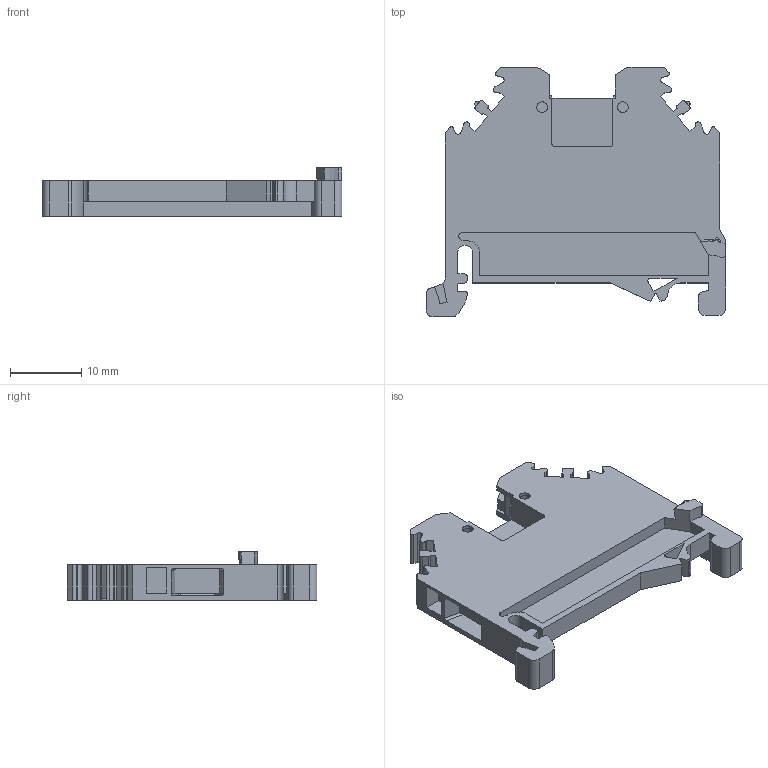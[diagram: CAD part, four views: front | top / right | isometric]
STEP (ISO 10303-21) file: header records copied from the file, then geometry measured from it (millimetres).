
FILE_DESCRIPTION(/* description */ (''),/* implementation_level */ '2;1');
FILE_NAME(/* name */ '225915.stp',/* time_stamp */ '2022-07-29T08:45:45+08:00',/* author */ (''),/* organization */ (''),/* preprocessor_version */ 'ST-DEVELOPER v16.7',/* originating_system */ 'SIEMENS PLM Software NX 12.0',/* authorisation */ '');
FILE_SCHEMA (('AP203_CONFIGURATION_CONTROLLED_3D_DESIGN_OF_MECHANICAL_PARTS_AND_ASSEMBLIES_MIM_LF { 1 0 10303 403 2 1 2}'));
Length unit declared in the file: millimetre
Products named in the file (1): SP1122T1001_01
Bounding box: 42 x 35 x 6.8 mm (x, y, z)
Volume: 3469.9 mm3; surface area: 4052.7 mm2
Topology: 1 solids, 1 shells, 1280 faces, 3566 edges, 2360 vertices
Faces by surface type: plane 851, cylinder 404, bspline 9, cone 4, torus 4, extrusion 4, sphere 4
Full cylindrical faces by diameter (mm): 1.5 x2, 1.6 x2
Entity records: 42495 total; most frequent: CARTESIAN_POINT 8956, ORIENTED_EDGE 7120, DIRECTION 6798, EDGE_CURVE 3560, VECTOR 2712, LINE 2708, VERTEX_POINT 2358, AXIS2_PLACEMENT_3D 2043
